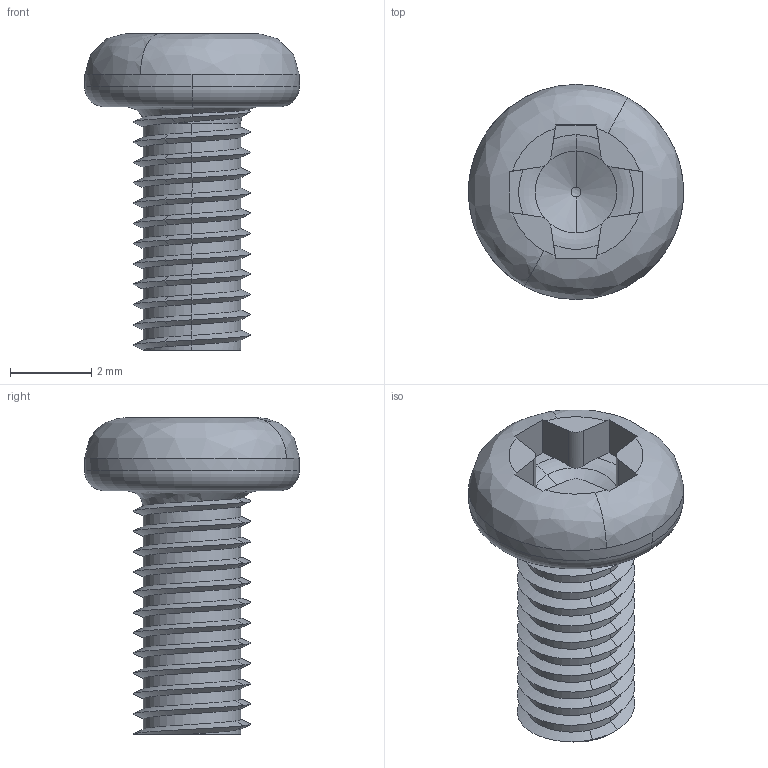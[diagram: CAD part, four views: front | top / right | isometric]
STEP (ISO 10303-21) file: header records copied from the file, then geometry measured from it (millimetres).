
FILE_DESCRIPTION (( 'STEP AP203' ), '1' );
FILE_NAME ('M3x6 Philips Screw_part_Default_sldprt.STEP', '2024-05-06T01:20:40', ( '' ), ( '' ), 'SwSTEP 2.0', 'SolidWorks 2021', '' );
FILE_SCHEMA (( 'CONFIG_CONTROL_DESIGN' ));
Length unit declared in the file: millimetre
Products named in the file (1): M3x6 Philips Screw_part_Default_sldprt
Bounding box: 5.3 x 5.3 x 7.8 mm (x, y, z)
Volume: 58.6 mm3; surface area: 152.9 mm2
Topology: 1 solids, 1 shells, 165 faces, 398 edges, 236 vertices
Faces by surface type: bspline 104, cylinder 30, plane 22, torus 7, cone 2
Entity records: 6311 total; most frequent: CARTESIAN_POINT 3131, ORIENTED_EDGE 796, EDGE_CURVE 398, DIRECTION 361, VERTEX_POINT 236, B_SPLINE_CURVE_WITH_KNOTS 193, EDGE_LOOP 166, FACE_OUTER_BOUND 165
